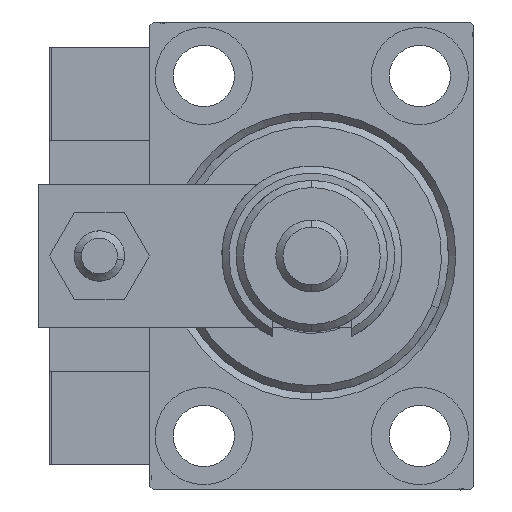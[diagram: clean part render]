
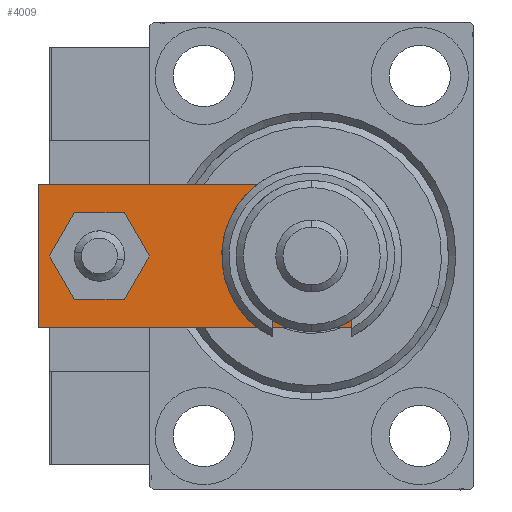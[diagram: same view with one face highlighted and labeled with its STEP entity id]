
A CAD part, left-side view. The second image highlights one B-rep face of the part: STEP entity #4009.
In plain terms, the highlighted face is planar.
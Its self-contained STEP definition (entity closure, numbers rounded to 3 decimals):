
#274 = CARTESIAN_POINT ( 'NONE',  ( -4., 39.5, 6. ) ) ;
#358 = CARTESIAN_POINT ( 'NONE',  ( 0., 39.5, 6. ) ) ;
#1062 = VERTEX_POINT ( 'NONE', #4454 ) ;
#3129 = DIRECTION ( 'NONE',  ( 0., 0., 1. ) ) ;
#3201 = EDGE_CURVE ( 'NONE', #31323, #1062, #48766, .T. ) ;
#4009 = ADVANCED_FACE ( 'NONE', ( #5100, #50771, #9448 ), #9987, .T. ) ;
#4064 = VERTEX_POINT ( 'NONE', #14604 ) ;
#4454 = CARTESIAN_POINT ( 'NONE',  ( 7.25, 10., 6. ) ) ;
#4573 = VERTEX_POINT ( 'NONE', #15048 ) ;
#4697 = DIRECTION ( 'NONE',  ( 0., 0., 1. ) ) ;
#5100 = FACE_BOUND ( 'NONE', #20541, .T. ) ;
#5895 = DIRECTION ( 'NONE',  ( 1., 0., 0. ) ) ;
#6089 = DIRECTION ( 'NONE',  ( 0., -1., 0. ) ) ;
#6287 = LINE ( 'NONE', #46319, #15133 ) ;
#6384 = VECTOR ( 'NONE', #33678, 1000. ) ;
#9111 = EDGE_CURVE ( 'NONE', #10755, #26459, #26544, .T. ) ;
#9448 = FACE_BOUND ( 'NONE', #39134, .T. ) ;
#9846 = EDGE_CURVE ( 'NONE', #26459, #4064, #6287, .T. ) ;
#9987 = PLANE ( 'NONE',  #40962 ) ;
#10069 = ORIENTED_EDGE ( 'NONE', *, *, #9846, .T. ) ;
#10755 = VERTEX_POINT ( 'NONE', #46046 ) ;
#11008 = DIRECTION ( 'NONE',  ( 0., 0., 1. ) ) ;
#11546 = ORIENTED_EDGE ( 'NONE', *, *, #43377, .F. ) ;
#11596 = DIRECTION ( 'NONE',  ( -1., 0., 0. ) ) ;
#11816 = ORIENTED_EDGE ( 'NONE', *, *, #3201, .F. ) ;
#12729 = ORIENTED_EDGE ( 'NONE', *, *, #25092, .F. ) ;
#12757 = LINE ( 'NONE', #42096, #6384 ) ;
#13539 = DIRECTION ( 'NONE',  ( 0., 0., 1. ) ) ;
#14513 = EDGE_CURVE ( 'NONE', #20451, #40681, #43592, .T. ) ;
#14604 = CARTESIAN_POINT ( 'NONE',  ( 10., 4.24, 6. ) ) ;
#15048 = CARTESIAN_POINT ( 'NONE',  ( 10., 48., 6. ) ) ;
#15133 = VECTOR ( 'NONE', #25661, 1000. ) ;
#16647 = AXIS2_PLACEMENT_3D ( 'NONE', #18065, #22409, #38989 ) ;
#16741 = LINE ( 'NONE', #18545, #17470 ) ;
#17470 = VECTOR ( 'NONE', #25692, 1000. ) ;
#18065 = CARTESIAN_POINT ( 'NONE',  ( 0., 10., 6. ) ) ;
#18358 = ORIENTED_EDGE ( 'NONE', *, *, #53130, .F. ) ;
#18400 = CIRCLE ( 'NONE', #46177, 4. ) ;
#18545 = CARTESIAN_POINT ( 'NONE',  ( 10., 0., 6. ) ) ;
#19618 = CARTESIAN_POINT ( 'NONE',  ( -7.25, 10., 6. ) ) ;
#19946 = ORIENTED_EDGE ( 'NONE', *, *, #9111, .T. ) ;
#20451 = VERTEX_POINT ( 'NONE', #36734 ) ;
#20541 = EDGE_LOOP ( 'NONE', ( #11546, #18358 ) ) ;
#21775 = VECTOR ( 'NONE', #11596, 1000. ) ;
#22409 = DIRECTION ( 'NONE',  ( 0., 0., 1. ) ) ;
#22657 = CARTESIAN_POINT ( 'NONE',  ( 5.76, 0., 6. ) ) ;
#22944 = CARTESIAN_POINT ( 'NONE',  ( -10., 48., 6. ) ) ;
#25092 = EDGE_CURVE ( 'NONE', #1062, #31323, #32692, .T. ) ;
#25661 = DIRECTION ( 'NONE',  ( 0.707, 0.707, 0. ) ) ;
#25692 = DIRECTION ( 'NONE',  ( 0., 1., 0. ) ) ;
#26459 = VERTEX_POINT ( 'NONE', #22657 ) ;
#26544 = LINE ( 'NONE', #43121, #33363 ) ;
#27743 = CARTESIAN_POINT ( 'NONE',  ( 4., 39.5, 6. ) ) ;
#28042 = CARTESIAN_POINT ( 'NONE',  ( -10., 4.24, 6. ) ) ;
#31323 = VERTEX_POINT ( 'NONE', #19618 ) ;
#32246 = LINE ( 'NONE', #48826, #21775 ) ;
#32692 = CIRCLE ( 'NONE', #51797, 7.25 ) ;
#33135 = CIRCLE ( 'NONE', #38332, 4. ) ;
#33363 = VECTOR ( 'NONE', #5895, 1000. ) ;
#33534 = ORIENTED_EDGE ( 'NONE', *, *, #14513, .T. ) ;
#33678 = DIRECTION ( 'NONE',  ( 0.707, -0.707, 0. ) ) ;
#33781 = DIRECTION ( 'NONE',  ( 1., 0., 0. ) ) ;
#35335 = ORIENTED_EDGE ( 'NONE', *, *, #45593, .T. ) ;
#36734 = CARTESIAN_POINT ( 'NONE',  ( -10., 48., 6. ) ) ;
#37984 = DIRECTION ( 'NONE',  ( 1., 0., 0. ) ) ;
#38253 = CARTESIAN_POINT ( 'NONE',  ( 0., 0., 6. ) ) ;
#38332 = AXIS2_PLACEMENT_3D ( 'NONE', #47963, #11008, #44157 ) ;
#38989 = DIRECTION ( 'NONE',  ( 1., 0., 0. ) ) ;
#39134 = EDGE_LOOP ( 'NONE', ( #11816, #12729 ) ) ;
#39525 = VECTOR ( 'NONE', #6089, 1000. ) ;
#40521 = EDGE_CURVE ( 'NONE', #4573, #20451, #32246, .T. ) ;
#40681 = VERTEX_POINT ( 'NONE', #28042 ) ;
#40962 = AXIS2_PLACEMENT_3D ( 'NONE', #38253, #13539, #37984 ) ;
#42096 = CARTESIAN_POINT ( 'NONE',  ( -2.88, -2.88, 6. ) ) ;
#42160 = VERTEX_POINT ( 'NONE', #274 ) ;
#43121 = CARTESIAN_POINT ( 'NONE',  ( -10., 0., 6. ) ) ;
#43337 = ORIENTED_EDGE ( 'NONE', *, *, #51932, .T. ) ;
#43377 = EDGE_CURVE ( 'NONE', #42160, #50081, #18400, .T. ) ;
#43592 = LINE ( 'NONE', #22944, #39525 ) ;
#44157 = DIRECTION ( 'NONE',  ( 1., 0., 0. ) ) ;
#45593 = EDGE_CURVE ( 'NONE', #40681, #10755, #12757, .T. ) ;
#46046 = CARTESIAN_POINT ( 'NONE',  ( -5.76, 0., 6. ) ) ;
#46177 = AXIS2_PLACEMENT_3D ( 'NONE', #358, #4697, #33781 ) ;
#46319 = CARTESIAN_POINT ( 'NONE',  ( 2.88, -2.88, 6. ) ) ;
#46564 = ORIENTED_EDGE ( 'NONE', *, *, #40521, .T. ) ;
#47712 = CARTESIAN_POINT ( 'NONE',  ( 0., 10., 6. ) ) ;
#47963 = CARTESIAN_POINT ( 'NONE',  ( 0., 39.5, 6. ) ) ;
#48766 = CIRCLE ( 'NONE', #16647, 7.25 ) ;
#48826 = CARTESIAN_POINT ( 'NONE',  ( 10., 48., 6. ) ) ;
#50081 = VERTEX_POINT ( 'NONE', #27743 ) ;
#50771 = FACE_OUTER_BOUND ( 'NONE', #51218, .T. ) ;
#51218 = EDGE_LOOP ( 'NONE', ( #33534, #35335, #19946, #10069, #43337, #46564 ) ) ;
#51797 = AXIS2_PLACEMENT_3D ( 'NONE', #47712, #3129, #52858 ) ;
#51932 = EDGE_CURVE ( 'NONE', #4064, #4573, #16741, .T. ) ;
#52858 = DIRECTION ( 'NONE',  ( 1., 0., 0. ) ) ;
#53130 = EDGE_CURVE ( 'NONE', #50081, #42160, #33135, .T. ) ;
